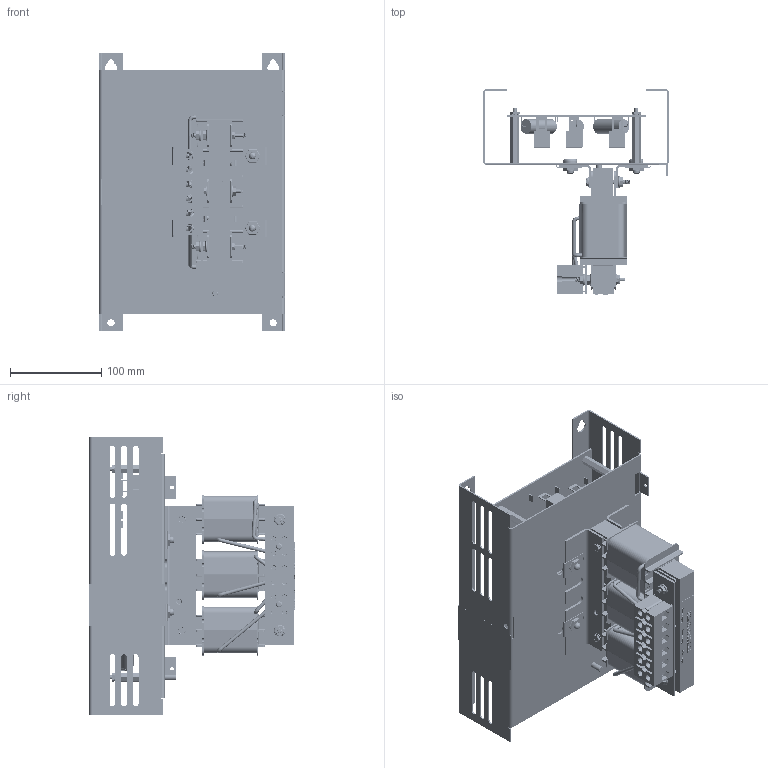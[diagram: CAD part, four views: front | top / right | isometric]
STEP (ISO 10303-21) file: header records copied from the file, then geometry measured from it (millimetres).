
FILE_DESCRIPTION(/* description */ (''),/* implementation_level */ '2;1');
FILE_NAME(/* name */ 'V1K35A00.stp',/* time_stamp */ '2022-02-28T08:44:38-06:00',/* author */ ('jnelson'),/* organization */ (''),/* preprocessor_version */ 'ST-DEVELOPER v17',/* originating_system */ 'Autodesk Inventor 2019',/* authorisation */ '');
FILE_SCHEMA (('AUTOMOTIVE_DESIGN { 1 0 10303 214 3 1 1 }'));
Products named in the file (36): V1K 35AMPS TO 55AMPS; KDRD1R; 23362-E-.88 STACK; 24975; 17411-REV-H; 24975-COIL; 24260-REV-NR; 23362-I-.88 STACK; 14478; 11923 INVENTOR 13; 11923; 10290; 11923insert-hex head; 11923-1; 11923-HEX SCREW; D1R A1; D1R A2; D1R A3; 11997-better; 1762; 2253; 23362-E; 2555; 28489-2-F; 25346; 25011; 25011 BRD; 25011-1 DECAL; 25011 long RESISTOR; 25011 short RESISTOR; capacitor 2.15 MTG; 1496; 15581; 15582; 28038-BLANK; 30096 Small Reactor Label
Assembly tree (78 placements, depth 5):
  V1K 35AMPS TO 55AMPS
    25346  x4
    1496  x4
    KDRD1R
      23362-E-.88 STACK
      24975  x3
        17411-REV-H
        24975-COIL
      24260-REV-NR  x2
      23362-I-.88 STACK
      14478
      2555  x7
      11923 INVENTOR 13
        11923
        11923insert-hex head  x6
          11923-1
          11923-HEX SCREW
        10290  x2
      D1R A1  x4
      D1R A2  x3
      D1R A3
      30096 Small Reactor Label
      11997-better  x4
      1762
      2253
      23362-E
    28489-2-F
    25011
      25011 BRD
      25011-1 DECAL
      25011 long RESISTOR  x3
      25011 short RESISTOR  x3
      capacitor 2.15 MTG  x3
    15581  x4
    15582  x4
    28038-BLANK
    30096 Small Reactor Label
Bounding box: 203.33 x 225.35 x 304.8 mm (x, y, z)
Volume: 1198943.8 mm3; surface area: 1008754.6 mm2
Topology: 157 solids, 157 shells, 8529 faces, 22319 edges, 14218 vertices
Faces by surface type: plane 3824, cylinder 3315, torus 544, bspline 430, sphere 252, cone 164
Full cylindrical faces by diameter (mm): 0.762 x12, 1.159 x12, 1.524 x24, 3.15 x2, 3.175 x6, 3.683 x7, 3.759 x1, 3.802 x220, 4.039 x16, 4.05 x15, 4.064 x2, 4.166 x18, 4.496 x6, 4.724 x5, 4.775 x1, 4.826 x220, 5.08 x2, 5.131 x6, 5.172 x60, 5.588 x8, 6.35 x73, 6.604 x12, 7.01 x16, 7.772 x4, 7.874 x6, 8.544 x1, 9.652 x6, 10.516 x4, 11.176 x1, 12.7 x7
Entity records: 113131 total; most frequent: CARTESIAN_POINT 31193, ORIENTED_EDGE 16730, DIRECTION 16481, EDGE_CURVE 8365, AXIS2_PLACEMENT_3D 5656, VERTEX_POINT 5344, LINE 5169, VECTOR 5169
